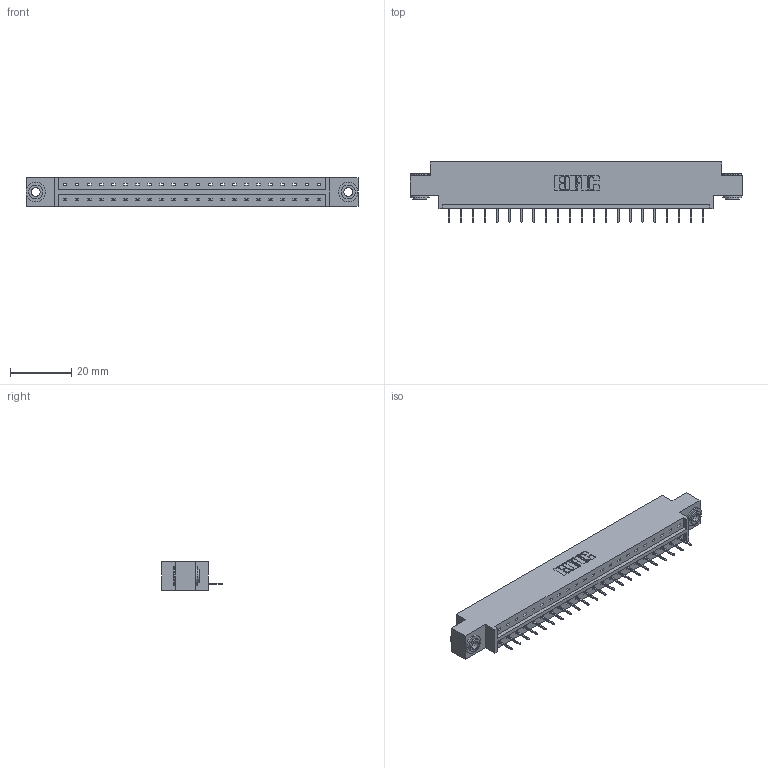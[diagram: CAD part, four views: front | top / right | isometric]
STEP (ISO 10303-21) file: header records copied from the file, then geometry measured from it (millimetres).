
FILE_DESCRIPTION (( 'STEP AP203' ), '1' );
FILE_NAME ('833-022-524-603.STEP', '2020-06-01T16:42:22', ( '' ), ( '' ), 'SwSTEP 2.0', 'SolidWorks 2020', '' );
FILE_SCHEMA (( 'CONFIG_CONTROL_DESIGN' ));
Length unit declared in the file: inch
Products named in the file (4): 345-250-002_345-250-002-102; 345-292-001_345-293-124; 833-022-524-603; 833 Part_Offset - .156 Dia - TH
Assembly tree (25 placements, depth 2):
  833-022-524-603
    833 Part_Offset - .156 Dia - TH
    345-292-001_345-293-124  x22
    345-250-002_345-250-002-102  x2
Bounding box: 108.71 x 19.69 x 9.4 mm (x, y, z)
Volume: 10472.2 mm3; surface area: 11326.7 mm2
Topology: 25 solids, 25 shells, 1520 faces, 4359 edges, 2814 vertices
Faces by surface type: plane 1140, cylinder 372, cone 8
Entity records: 16892 total; most frequent: CARTESIAN_POINT 2895, ORIENTED_EDGE 2846, DIRECTION 2517, EDGE_CURVE 1423, VECTOR 1275, LINE 1275, VERTEX_POINT 942, AXIS2_PLACEMENT_3D 621
